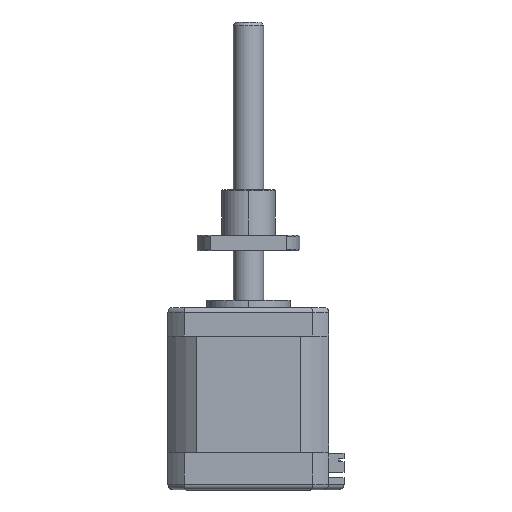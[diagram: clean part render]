
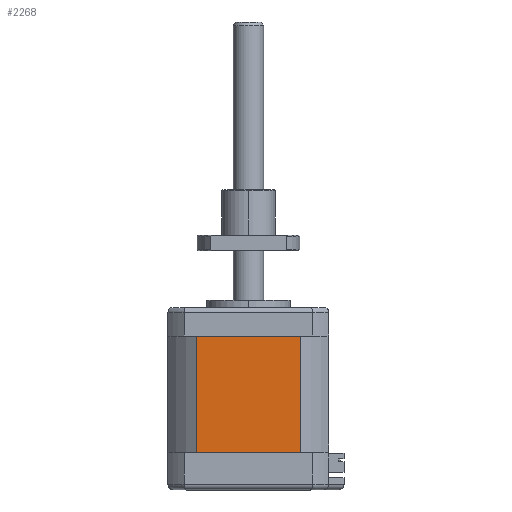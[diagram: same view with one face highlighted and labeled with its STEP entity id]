
A CAD part, top view. The second image highlights one B-rep face of the part: STEP entity #2268.
In plain terms, the highlighted planar face has unit normal (0, 0, 1).
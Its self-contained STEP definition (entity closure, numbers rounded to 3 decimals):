
#296 = EDGE_CURVE ( 'NONE', #939, #8339, #2241, .T. ) ;
#629 = EDGE_CURVE ( 'NONE', #9293, #4255, #2494, .T. ) ;
#659 = DIRECTION ( 'NONE',  ( 0., 0., -1. ) ) ;
#939 = VERTEX_POINT ( 'NONE', #3374 ) ;
#1678 = CARTESIAN_POINT ( 'NONE',  ( -18.303, -16.057, 37.738 ) ) ;
#1704 = CARTESIAN_POINT ( 'NONE',  ( 8.885, 14.443, 37.738 ) ) ;
#2241 = LINE ( 'NONE', #8638, #10277 ) ;
#2250 = CARTESIAN_POINT ( 'NONE',  ( 8.885, -16.057, 37.738 ) ) ;
#2268 = ADVANCED_FACE ( 'NONE', ( #8873 ), #5572, .F. ) ;
#2494 = LINE ( 'NONE', #5166, #9341 ) ;
#2542 = CARTESIAN_POINT ( 'NONE',  ( -18.303, -16.057, 37.738 ) ) ;
#3374 = CARTESIAN_POINT ( 'NONE',  ( 8.885, -16.057, 37.738 ) ) ;
#3451 = AXIS2_PLACEMENT_3D ( 'NONE', #10550, #659, #6426 ) ;
#4255 = VERTEX_POINT ( 'NONE', #7091 ) ;
#4528 = DIRECTION ( 'NONE',  ( -1., 0., 0. ) ) ;
#4887 = EDGE_CURVE ( 'NONE', #939, #9293, #6216, .T. ) ;
#5021 = VECTOR ( 'NONE', #8011, 1000. ) ;
#5166 = CARTESIAN_POINT ( 'NONE',  ( 8.885, 14.443, 37.738 ) ) ;
#5167 = ORIENTED_EDGE ( 'NONE', *, *, #4887, .T. ) ;
#5572 = PLANE ( 'NONE',  #3451 ) ;
#6216 = LINE ( 'NONE', #2250, #5021 ) ;
#6311 = ORIENTED_EDGE ( 'NONE', *, *, #8360, .F. ) ;
#6426 = DIRECTION ( 'NONE',  ( 1., 0., 0. ) ) ;
#7091 = CARTESIAN_POINT ( 'NONE',  ( -18.303, 14.443, 37.738 ) ) ;
#7592 = DIRECTION ( 'NONE',  ( -1., 0., 0. ) ) ;
#7981 = EDGE_LOOP ( 'NONE', ( #8627, #6311, #10455, #5167 ) ) ;
#8011 = DIRECTION ( 'NONE',  ( 0., 1., 0. ) ) ;
#8301 = DIRECTION ( 'NONE',  ( 0., 1., 0. ) ) ;
#8339 = VERTEX_POINT ( 'NONE', #1678 ) ;
#8360 = EDGE_CURVE ( 'NONE', #8339, #4255, #8755, .T. ) ;
#8627 = ORIENTED_EDGE ( 'NONE', *, *, #629, .T. ) ;
#8638 = CARTESIAN_POINT ( 'NONE',  ( 8.885, -16.057, 37.738 ) ) ;
#8755 = LINE ( 'NONE', #2542, #9019 ) ;
#8873 = FACE_OUTER_BOUND ( 'NONE', #7981, .T. ) ;
#9019 = VECTOR ( 'NONE', #8301, 1000. ) ;
#9293 = VERTEX_POINT ( 'NONE', #1704 ) ;
#9341 = VECTOR ( 'NONE', #7592, 1000. ) ;
#10277 = VECTOR ( 'NONE', #4528, 1000. ) ;
#10455 = ORIENTED_EDGE ( 'NONE', *, *, #296, .F. ) ;
#10550 = CARTESIAN_POINT ( 'NONE',  ( 8.885, -16.057, 37.738 ) ) ;
